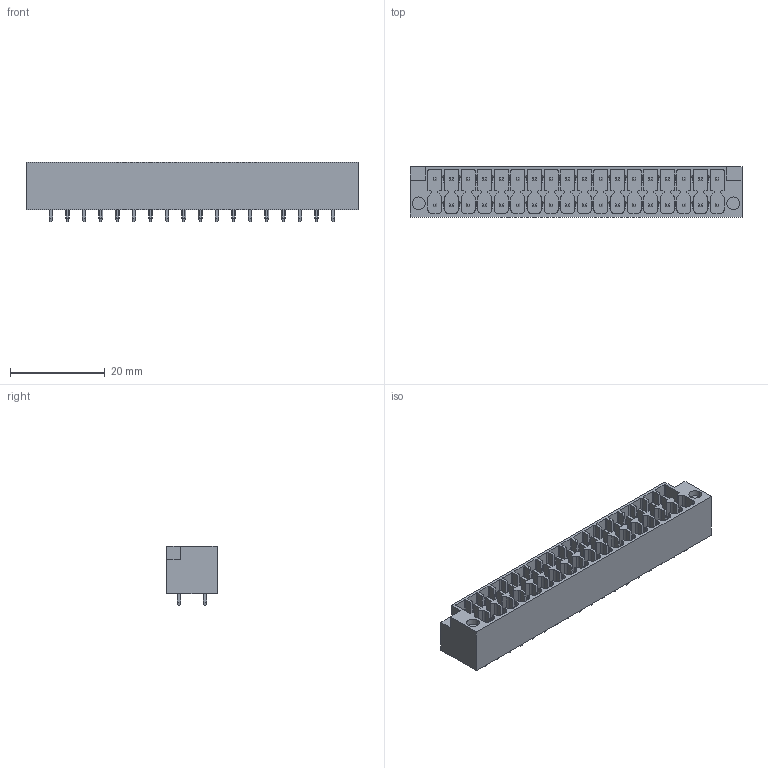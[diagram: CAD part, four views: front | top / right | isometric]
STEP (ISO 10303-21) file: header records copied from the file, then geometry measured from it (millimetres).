
FILE_DESCRIPTION((''),'2;1');
FILE_NAME('TLPHDW-010V','2024-09-18T10:37:29',('tluser'),(''),'CREO PARAMETRIC BY PTC INC, 2018100','CREO PARAMETRIC BY PTC INC, 2018100','');
FILE_SCHEMA(('CONFIG_CONTROL_DESIGN'));
Length unit declared in the file: millimetre
Products named in the file (1): TLPHDW-010V
Bounding box: 70 x 10.6 x 12.6 mm (x, y, z)
Volume: 4862.3 mm3; surface area: 6168.7 mm2
Topology: 1 solids, 1 shells, 1587 faces, 4530 edges, 3020 vertices
Faces by surface type: plane 1015, cylinder 572
Entity records: 52542 total; most frequent: CARTESIAN_POINT 11333, ORIENTED_EDGE 9060, DIRECTION 7984, EDGE_CURVE 4530, VECTOR 3098, LINE 3098, VERTEX_POINT 3020, AXIS2_PLACEMENT_3D 2443
